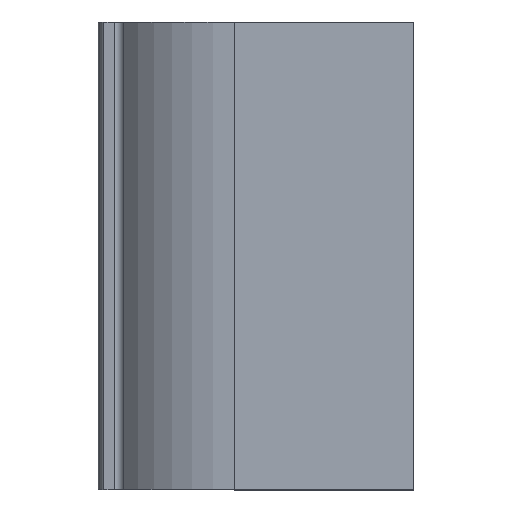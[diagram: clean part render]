
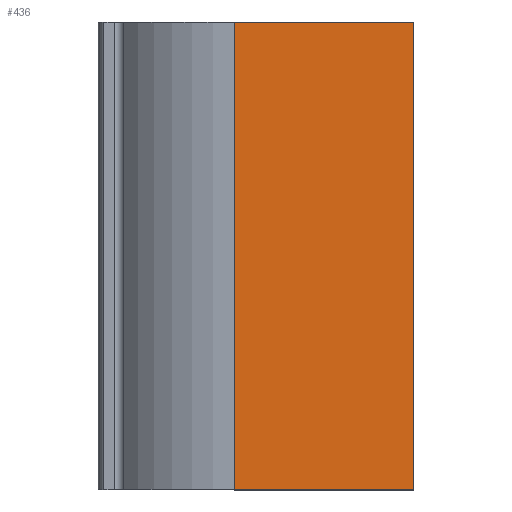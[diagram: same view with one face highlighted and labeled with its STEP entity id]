
A CAD part, top view. The second image highlights one B-rep face of the part: STEP entity #436.
In plain terms, the highlighted planar face has unit normal (0, 0, 1).
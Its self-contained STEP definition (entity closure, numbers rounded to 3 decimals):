
#65=LINE('',#807,#103);
#70=LINE('',#817,#108);
#71=LINE('',#819,#109);
#72=LINE('',#820,#110);
#103=VECTOR('',#600,10.);
#108=VECTOR('',#609,10.);
#109=VECTOR('',#610,10.);
#110=VECTOR('',#611,10.);
#120=PLANE('',#497);
#141=FACE_OUTER_BOUND('',#165,.T.);
#165=EDGE_LOOP('',(#348,#349,#350,#351));
#214=VERTEX_POINT('',#804);
#215=VERTEX_POINT('',#806);
#218=VERTEX_POINT('',#816);
#219=VERTEX_POINT('',#818);
#266=EDGE_CURVE('',#215,#214,#65,.T.);
#271=EDGE_CURVE('',#215,#218,#70,.T.);
#272=EDGE_CURVE('',#219,#214,#71,.T.);
#273=EDGE_CURVE('',#218,#219,#72,.T.);
#348=ORIENTED_EDGE('',*,*,#271,.F.);
#349=ORIENTED_EDGE('',*,*,#266,.T.);
#350=ORIENTED_EDGE('',*,*,#272,.F.);
#351=ORIENTED_EDGE('',*,*,#273,.F.);
#436=ADVANCED_FACE('',(#141),#120,.T.);
#497=AXIS2_PLACEMENT_3D('',#815,#607,#608);
#600=DIRECTION('',(0.,-1.,0.));
#607=DIRECTION('center_axis',(0.,0.,1.));
#608=DIRECTION('ref_axis',(-1.,0.,0.));
#609=DIRECTION('',(1.,0.,0.));
#610=DIRECTION('',(-1.,0.,0.));
#611=DIRECTION('',(0.,-1.,0.));
#804=CARTESIAN_POINT('',(0.,0.,10.45));
#806=CARTESIAN_POINT('',(0.,30.,10.45));
#807=CARTESIAN_POINT('',(0.,30.,10.45));
#815=CARTESIAN_POINT('Origin',(11.5,30.,10.45));
#816=CARTESIAN_POINT('',(11.5,30.,10.45));
#817=CARTESIAN_POINT('',(0.,30.,10.45));
#818=CARTESIAN_POINT('',(11.5,0.,10.45));
#819=CARTESIAN_POINT('',(0.,0.,10.45));
#820=CARTESIAN_POINT('',(11.5,30.,10.45));
